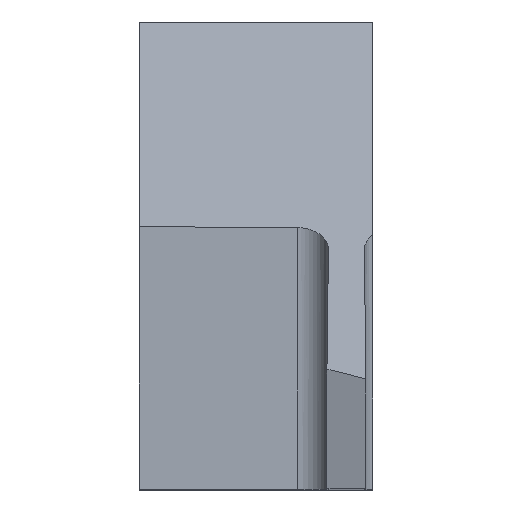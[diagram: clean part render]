
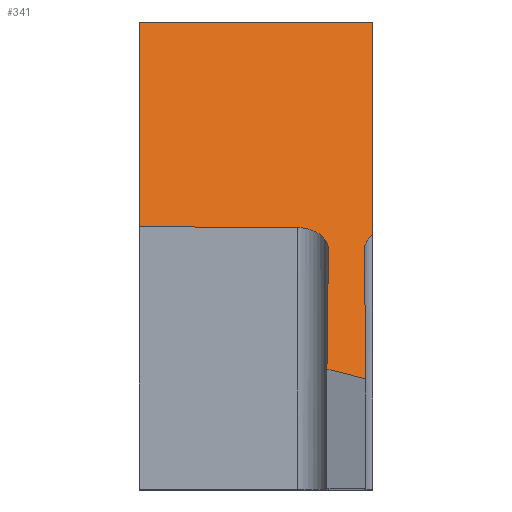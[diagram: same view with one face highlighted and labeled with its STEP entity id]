
A CAD part, top view. The second image highlights one B-rep face of the part: STEP entity #341.
In plain terms, the highlighted planar face has unit normal (0, 0.819, 0.574).
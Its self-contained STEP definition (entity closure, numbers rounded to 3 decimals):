
#3 = CARTESIAN_POINT ( 'NONE',  ( 2.267, 0.354, 4.724 ) ) ;
#15 = DIRECTION ( 'NONE',  ( 0., 0.574, -0.819 ) ) ;
#16 = CARTESIAN_POINT ( 'NONE',  ( 2.406, -1.821, 7.831 ) ) ;
#20 = CARTESIAN_POINT ( 'NONE',  ( 2.429, 0.073, 5.126 ) ) ;
#44 = VERTEX_POINT ( 'NONE', #308 ) ;
#49 = DIRECTION ( 'NONE',  ( 0., -0.819, -0.574 ) ) ;
#53 = VECTOR ( 'NONE', #444, 1000. ) ;
#61 = VECTOR ( 'NONE', #462, 1000. ) ;
#86 = DIRECTION ( 'NONE',  ( -1., 0., 0. ) ) ;
#92 = CARTESIAN_POINT ( 'NONE',  ( 3.137, -1.647, 7.583 ) ) ;
#93 = FACE_OUTER_BOUND ( 'NONE', #301, .T. ) ;
#99 = ORIENTED_EDGE ( 'NONE', *, *, #205, .F. ) ;
#100 = EDGE_CURVE ( 'NONE', #204, #486, #105, .T. ) ;
#105 = LINE ( 'NONE', #16, #61 ) ;
#140 = DIRECTION ( 'NONE',  ( 0., 0.574, -0.819 ) ) ;
#167 = CARTESIAN_POINT ( 'NONE',  ( 3.04, 0.35, 4.731 ) ) ;
#187 = CARTESIAN_POINT ( 'NONE',  ( 2.888, 0.144, 5.025 ) ) ;
#199 = DIRECTION ( 'NONE',  ( 0., -0.574, 0.819 ) ) ;
#204 = VERTEX_POINT ( 'NONE', #630 ) ;
#205 = EDGE_CURVE ( 'NONE', #346, #538, #634, .T. ) ;
#206 = ORIENTED_EDGE ( 'NONE', *, *, #350, .T. ) ;
#221 = ORIENTED_EDGE ( 'NONE', *, *, #530, .F. ) ;
#223 = EDGE_CURVE ( 'NONE', #246, #44, #485, .T. ) ;
#225 = LINE ( 'NONE', #167, #450 ) ;
#245 = LINE ( 'NONE', #492, #507 ) ;
#246 = VERTEX_POINT ( 'NONE', #624 ) ;
#249 = ORIENTED_EDGE ( 'NONE', *, *, #223, .T. ) ;
#250 = AXIS2_PLACEMENT_3D ( 'NONE', #298, #49, #199 ) ;
#258 = ORIENTED_EDGE ( 'NONE', *, *, #615, .F. ) ;
#268 = DIRECTION ( 'NONE',  ( -1., 0.006, -0.009 ) ) ;
#282 =( BOUNDED_CURVE ( )  B_SPLINE_CURVE ( 3, ( #296, #434, #187, #494 ),
 .UNSPECIFIED., .F., .T. ) 
 B_SPLINE_CURVE_WITH_KNOTS ( ( 4, 4 ),
 ( 0.809, 1.58 ),
 .UNSPECIFIED. ) 
 CURVE ( )  GEOMETRIC_REPRESENTATION_ITEM ( )  RATIONAL_B_SPLINE_CURVE ( ( 1., 0.951, 0.951, 1. ) ) 
 REPRESENTATION_ITEM ( '' )  );
#294 = CARTESIAN_POINT ( 'NONE',  ( 2.033, 0.356, 4.722 ) ) ;
#296 = CARTESIAN_POINT ( 'NONE',  ( 3., 0.266, 4.851 ) ) ;
#298 = CARTESIAN_POINT ( 'NONE',  ( 3., -1.824, 7.835 ) ) ;
#301 = EDGE_LOOP ( 'NONE', ( #432, #600, #258, #99, #221, #206, #249, #393, #429 ) ) ;
#304 = EDGE_CURVE ( 'NONE', #486, #455, #351, .T. ) ;
#307 = CARTESIAN_POINT ( 'NONE',  ( 2.431, 0.237, 4.891 ) ) ;
#308 = CARTESIAN_POINT ( 'NONE',  ( 0., 3., 0.946 ) ) ;
#309 = EDGE_CURVE ( 'NONE', #425, #44, #245, .T. ) ;
#310 = CARTESIAN_POINT ( 'NONE',  ( 2.889, 0.07, 5.13 ) ) ;
#325 = CARTESIAN_POINT ( 'NONE',  ( 2.913, -1.824, 7.835 ) ) ;
#340 = CARTESIAN_POINT ( 'NONE',  ( 2.429, 0.073, 5.126 ) ) ;
#341 = ADVANCED_FACE ( 'NONE', ( #93 ), #552, .F. ) ;
#346 = VERTEX_POINT ( 'NONE', #310 ) ;
#348 = CARTESIAN_POINT ( 'NONE',  ( 3., -1.824, 7.835 ) ) ;
#350 = EDGE_CURVE ( 'NONE', #478, #246, #400, .T. ) ;
#351 =( BOUNDED_CURVE ( )  B_SPLINE_CURVE ( 3, ( #340, #307, #3, #294 ),
 .UNSPECIFIED., .F., .T. ) 
 B_SPLINE_CURVE_WITH_KNOTS ( ( 4, 4 ),
 ( 4.704, 6.274 ),
 .UNSPECIFIED. ) 
 CURVE ( )  GEOMETRIC_REPRESENTATION_ITEM ( )  RATIONAL_B_SPLINE_CURVE ( ( 1., 0.805, 0.805, 1. ) ) 
 REPRESENTATION_ITEM ( '' )  );
#355 = VECTOR ( 'NONE', #15, 1000. ) ;
#368 = CARTESIAN_POINT ( 'NONE',  ( 3., 0.266, 4.851 ) ) ;
#393 = ORIENTED_EDGE ( 'NONE', *, *, #309, .F. ) ;
#397 = CARTESIAN_POINT ( 'NONE',  ( 2.91, -1.589, 7.5 ) ) ;
#400 = LINE ( 'NONE', #348, #355 ) ;
#425 = VERTEX_POINT ( 'NONE', #523 ) ;
#429 = ORIENTED_EDGE ( 'NONE', *, *, #433, .F. ) ;
#432 = ORIENTED_EDGE ( 'NONE', *, *, #304, .F. ) ;
#433 = EDGE_CURVE ( 'NONE', #455, #425, #225, .T. ) ;
#434 = CARTESIAN_POINT ( 'NONE',  ( 2.927, 0.212, 4.927 ) ) ;
#444 = DIRECTION ( 'NONE',  ( -0.914, 0.233, -0.333 ) ) ;
#450 = VECTOR ( 'NONE', #268, 1000. ) ;
#455 = VERTEX_POINT ( 'NONE', #464 ) ;
#462 = DIRECTION ( 'NONE',  ( 0.007, 0.574, -0.819 ) ) ;
#464 = CARTESIAN_POINT ( 'NONE',  ( 2.033, 0.356, 4.722 ) ) ;
#478 = VERTEX_POINT ( 'NONE', #368 ) ;
#485 = LINE ( 'NONE', #521, #610 ) ;
#486 = VERTEX_POINT ( 'NONE', #20 ) ;
#492 = CARTESIAN_POINT ( 'NONE',  ( 0., -1.824, 7.835 ) ) ;
#494 = CARTESIAN_POINT ( 'NONE',  ( 2.889, 0.07, 5.13 ) ) ;
#507 = VECTOR ( 'NONE', #140, 1000. ) ;
#521 = CARTESIAN_POINT ( 'NONE',  ( 3., 3., 0.946 ) ) ;
#523 = CARTESIAN_POINT ( 'NONE',  ( 0., 0.368, 4.705 ) ) ;
#528 = VECTOR ( 'NONE', #585, 1000. ) ;
#530 = EDGE_CURVE ( 'NONE', #478, #346, #282, .T. ) ;
#538 = VERTEX_POINT ( 'NONE', #397 ) ;
#540 = LINE ( 'NONE', #92, #53 ) ;
#552 = PLANE ( 'NONE',  #250 ) ;
#585 = DIRECTION ( 'NONE',  ( 0.007, -0.574, 0.819 ) ) ;
#600 = ORIENTED_EDGE ( 'NONE', *, *, #100, .F. ) ;
#610 = VECTOR ( 'NONE', #86, 1000. ) ;
#615 = EDGE_CURVE ( 'NONE', #538, #204, #540, .T. ) ;
#624 = CARTESIAN_POINT ( 'NONE',  ( 3., 3., 0.946 ) ) ;
#630 = CARTESIAN_POINT ( 'NONE',  ( 2.41, -1.462, 7.318 ) ) ;
#634 = LINE ( 'NONE', #325, #528 ) ;
